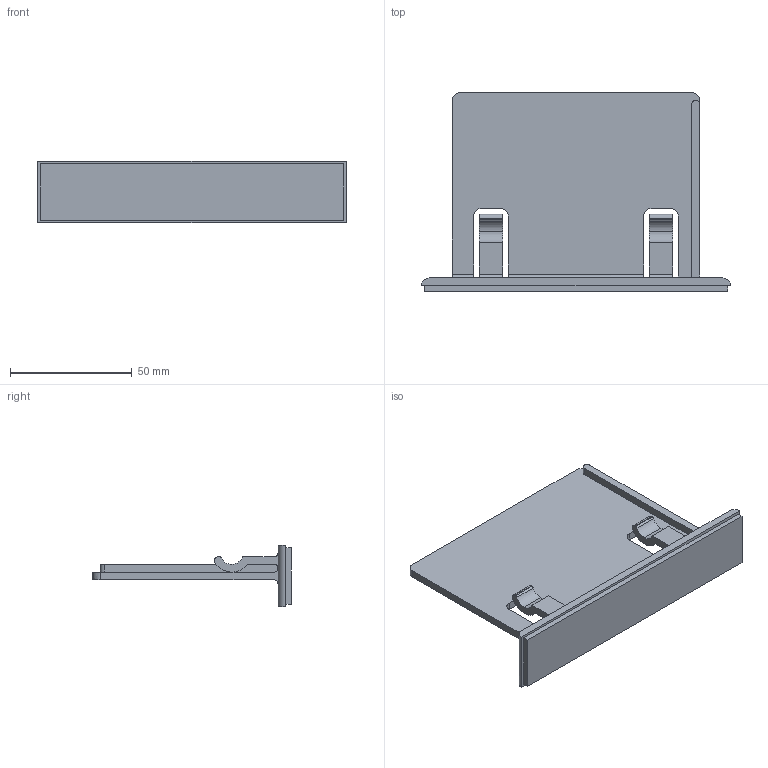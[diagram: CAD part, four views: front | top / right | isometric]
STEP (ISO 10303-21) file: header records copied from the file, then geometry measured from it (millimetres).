
FILE_DESCRIPTION(('CATIA V5 STEP Exchange'),'2;1');
FILE_NAME('CMHE4423 - STANDARD CARD HOLDER.stp','2016-09-01T12:43:15+00:00',('none'),('none'),'Version 5-6 Release 2012','CATIA V5 STEP AP203','none');
FILE_SCHEMA(('CONFIG_CONTROL_DESIGN'));
Length unit declared in the file: inch
Products named in the file (1): CMHE4423 - STANDARD CARD HOLDER
Bounding box: 127 x 81.66 x 25.4 mm (x, y, z)
Volume: 41228.1 mm3; surface area: 24726.4 mm2
Topology: 1 solids, 1 shells, 69 faces, 189 edges, 126 vertices
Faces by surface type: cylinder 35, plane 34
Entity records: 2385 total; most frequent: CARTESIAN_POINT 634, ORIENTED_EDGE 378, DIRECTION 298, EDGE_CURVE 189, VERTEX_POINT 126, VECTOR 119, LINE 119, AXIS2_PLACEMENT_3D 113
